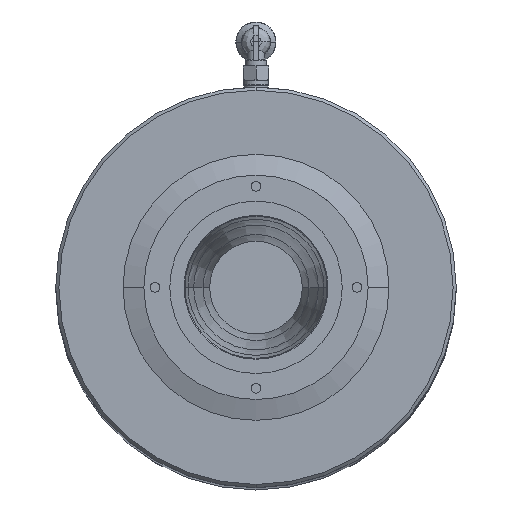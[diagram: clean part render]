
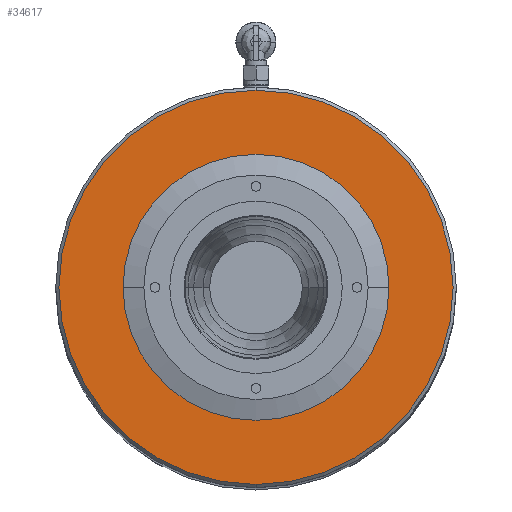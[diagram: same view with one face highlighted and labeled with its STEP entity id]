
A CAD part, top view. The second image highlights one B-rep face of the part: STEP entity #34617.
In plain terms, the highlighted planar face has unit normal (0, 0, 1).
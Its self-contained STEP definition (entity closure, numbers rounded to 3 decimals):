
#3423 = CARTESIAN_POINT ( 'NONE',  ( 0., -61.5, 32. ) ) ;
#4199 = AXIS2_PLACEMENT_3D ( 'NONE', #41599, #27656, #10657 ) ;
#4857 = CARTESIAN_POINT ( 'NONE',  ( 0., 61.5, 32. ) ) ;
#7317 = AXIS2_PLACEMENT_3D ( 'NONE', #11255, #27952, #38707 ) ;
#7947 = CIRCLE ( 'NONE', #41052, 61.5 ) ;
#8765 = VERTEX_POINT ( 'NONE', #9542 ) ;
#9187 = AXIS2_PLACEMENT_3D ( 'NONE', #24057, #44802, #31781 ) ;
#9542 = CARTESIAN_POINT ( 'NONE',  ( 0., 61.5, 32. ) ) ;
#9773 = VERTEX_POINT ( 'NONE', #40122 ) ;
#10160 = EDGE_CURVE ( 'NONE', #8765, #22350, #17531, .T. ) ;
#10657 = DIRECTION ( 'NONE',  ( 0., 1., 0. ) ) ;
#11255 = CARTESIAN_POINT ( 'NONE',  ( 0., 0., 32. ) ) ;
#14950 = EDGE_CURVE ( 'NONE', #17125, #9773, #25868, .T. ) ;
#17125 = VERTEX_POINT ( 'NONE', #36806 ) ;
#17531 = CIRCLE ( 'NONE', #4199, 61.5 ) ;
#22350 = VERTEX_POINT ( 'NONE', #3423 ) ;
#24057 = CARTESIAN_POINT ( 'NONE',  ( 0., 0., 32. ) ) ;
#25490 = PLANE ( 'NONE',  #27986 ) ;
#25868 = CIRCLE ( 'NONE', #9187, 21.204 ) ;
#27013 = ORIENTED_EDGE ( 'NONE', *, *, #38401, .T. ) ;
#27273 = CIRCLE ( 'NONE', #7317, 21.204 ) ;
#27656 = DIRECTION ( 'NONE',  ( 0., 0., -1. ) ) ;
#27952 = DIRECTION ( 'NONE',  ( 0., 0., -1. ) ) ;
#27986 = AXIS2_PLACEMENT_3D ( 'NONE', #4857, #39439, #32454 ) ;
#27988 = EDGE_LOOP ( 'NONE', ( #32640, #32888 ) ) ;
#28350 = DIRECTION ( 'NONE',  ( 0., 0., -1. ) ) ;
#31646 = FACE_OUTER_BOUND ( 'NONE', #27988, .T. ) ;
#31781 = DIRECTION ( 'NONE',  ( 1., 0., 0. ) ) ;
#32454 = DIRECTION ( 'NONE',  ( 1., 0., 0. ) ) ;
#32640 = ORIENTED_EDGE ( 'NONE', *, *, #10160, .F. ) ;
#32888 = ORIENTED_EDGE ( 'NONE', *, *, #34514, .F. ) ;
#34514 = EDGE_CURVE ( 'NONE', #22350, #8765, #7947, .T. ) ;
#34617 = ADVANCED_FACE ( 'NONE', ( #31646, #44638 ), #25490, .T. ) ;
#35674 = CARTESIAN_POINT ( 'NONE',  ( 0., 0., 32. ) ) ;
#36806 = CARTESIAN_POINT ( 'NONE',  ( -21.204, 0., 32. ) ) ;
#38401 = EDGE_CURVE ( 'NONE', #9773, #17125, #27273, .T. ) ;
#38707 = DIRECTION ( 'NONE',  ( 1., 0., 0. ) ) ;
#39439 = DIRECTION ( 'NONE',  ( 0., 0., 1. ) ) ;
#40122 = CARTESIAN_POINT ( 'NONE',  ( 21.204, 0., 32. ) ) ;
#41052 = AXIS2_PLACEMENT_3D ( 'NONE', #35674, #28350, #42610 ) ;
#41599 = CARTESIAN_POINT ( 'NONE',  ( 0., 0., 32. ) ) ;
#42530 = EDGE_LOOP ( 'NONE', ( #27013, #44414 ) ) ;
#42610 = DIRECTION ( 'NONE',  ( 0., 1., 0. ) ) ;
#44414 = ORIENTED_EDGE ( 'NONE', *, *, #14950, .T. ) ;
#44638 = FACE_BOUND ( 'NONE', #42530, .T. ) ;
#44802 = DIRECTION ( 'NONE',  ( 0., 0., -1. ) ) ;
